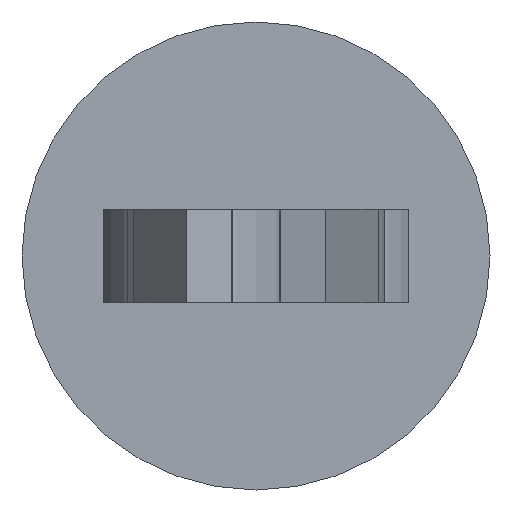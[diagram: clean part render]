
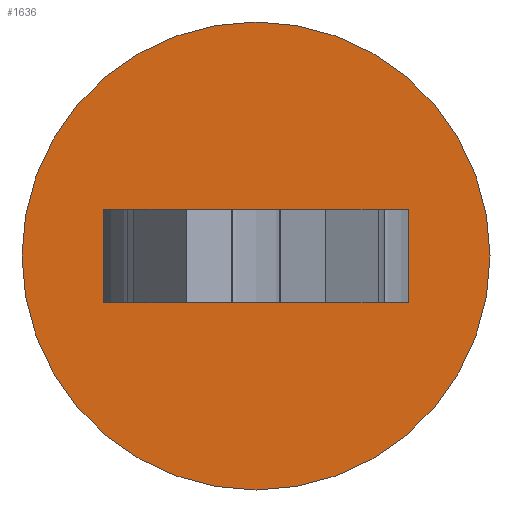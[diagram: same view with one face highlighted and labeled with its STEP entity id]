
A CAD part, front view. The second image highlights one B-rep face of the part: STEP entity #1636.
In plain terms, the highlighted planar face has unit normal (0, -1, 0).
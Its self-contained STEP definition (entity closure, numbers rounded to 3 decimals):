
#57=CIRCLE('',#1726,1.27);
#58=CIRCLE('',#1728,1.27);
#144=ORIENTED_EDGE('',*,*,#470,.T.);
#145=ORIENTED_EDGE('',*,*,#451,.T.);
#146=ORIENTED_EDGE('',*,*,#476,.T.);
#147=ORIENTED_EDGE('',*,*,#449,.T.);
#148=ORIENTED_EDGE('',*,*,#477,.F.);
#149=ORIENTED_EDGE('',*,*,#467,.T.);
#150=ORIENTED_EDGE('',*,*,#462,.T.);
#151=ORIENTED_EDGE('',*,*,#459,.T.);
#152=ORIENTED_EDGE('',*,*,#478,.F.);
#153=ORIENTED_EDGE('',*,*,#433,.T.);
#154=ORIENTED_EDGE('',*,*,#479,.T.);
#155=ORIENTED_EDGE('',*,*,#443,.T.);
#156=ORIENTED_EDGE('',*,*,#475,.F.);
#157=ORIENTED_EDGE('',*,*,#480,.F.);
#433=EDGE_CURVE('',#602,#600,#693,.T.);
#443=EDGE_CURVE('',#606,#611,#699,.T.);
#449=EDGE_CURVE('',#612,#617,#703,.T.);
#451=EDGE_CURVE('',#620,#618,#705,.T.);
#459=EDGE_CURVE('',#628,#627,#709,.T.);
#462=EDGE_CURVE('',#630,#628,#712,.T.);
#467=EDGE_CURVE('',#634,#630,#716,.T.);
#470=EDGE_CURVE('',#611,#620,#718,.T.);
#475=EDGE_CURVE('',#639,#637,#57,.T.);
#476=EDGE_CURVE('',#618,#612,#722,.T.);
#477=EDGE_CURVE('',#634,#617,#723,.T.);
#478=EDGE_CURVE('',#602,#627,#724,.T.);
#479=EDGE_CURVE('',#600,#606,#725,.T.);
#480=EDGE_CURVE('',#637,#639,#58,.T.);
#600=VERTEX_POINT('',#2197);
#602=VERTEX_POINT('',#2200);
#606=VERTEX_POINT('',#2210);
#611=VERTEX_POINT('',#2219);
#612=VERTEX_POINT('',#2223);
#617=VERTEX_POINT('',#2232);
#618=VERTEX_POINT('',#2236);
#620=VERTEX_POINT('',#2239);
#627=VERTEX_POINT('',#2254);
#628=VERTEX_POINT('',#2256);
#630=VERTEX_POINT('',#2262);
#634=VERTEX_POINT('',#2272);
#637=VERTEX_POINT('',#2282);
#639=VERTEX_POINT('',#2286);
#693=LINE('',#2199,#809);
#699=LINE('',#2220,#815);
#703=LINE('',#2233,#819);
#705=LINE('',#2238,#821);
#709=LINE('',#2255,#825);
#712=LINE('',#2261,#828);
#716=LINE('',#2271,#832);
#718=LINE('',#2277,#834);
#722=LINE('',#2289,#838);
#723=LINE('',#2290,#839);
#724=LINE('',#2291,#840);
#725=LINE('',#2292,#841);
#809=VECTOR('',#1833,1000.);
#815=VECTOR('',#1849,1000.);
#819=VECTOR('',#1859,1000.);
#821=VECTOR('',#1863,1000.);
#825=VECTOR('',#1877,1000.);
#828=VECTOR('',#1882,1000.);
#832=VECTOR('',#1890,1000.);
#834=VECTOR('',#1896,1000.);
#838=VECTOR('',#1908,1000.);
#839=VECTOR('',#1909,1000.);
#840=VECTOR('',#1910,1000.);
#841=VECTOR('',#1911,1000.);
#933=EDGE_LOOP('',(#144,#145,#146,#147,#148,#149,#150,#151,#152,#153,#154,
#155));
#934=EDGE_LOOP('',(#156,#157));
#1007=FACE_BOUND('',#933,.T.);
#1008=FACE_BOUND('',#934,.T.);
#1080=PLANE('',#1727);
#1636=ADVANCED_FACE('',(#1007,#1008),#1080,.F.);
#1726=AXIS2_PLACEMENT_3D('',#2287,#1904,#1905);
#1727=AXIS2_PLACEMENT_3D('',#2288,#1906,#1907);
#1728=AXIS2_PLACEMENT_3D('',#2293,#1912,#1913);
#1833=DIRECTION('',(1.,0.,0.));
#1849=DIRECTION('',(1.,0.,0.));
#1859=DIRECTION('',(-1.,0.,0.));
#1863=DIRECTION('',(-1.,0.,0.));
#1877=DIRECTION('',(1.,0.,0.));
#1882=DIRECTION('',(0.,0.,1.));
#1890=DIRECTION('',(-1.,0.,0.));
#1896=DIRECTION('',(0.,0.,-1.));
#1904=DIRECTION('',(0.,1.,0.));
#1905=DIRECTION('',(0.,0.,1.));
#1906=DIRECTION('',(0.,1.,0.));
#1907=DIRECTION('',(0.,0.,1.));
#1908=DIRECTION('',(-1.,0.,0.));
#1909=DIRECTION('',(1.,0.,0.));
#1910=DIRECTION('',(-1.,0.,0.));
#1911=DIRECTION('',(1.,0.,0.));
#1912=DIRECTION('',(0.,1.,0.));
#1913=DIRECTION('',(0.,0.,1.));
#2197=CARTESIAN_POINT('',(0.127,0.,0.254));
#2199=CARTESIAN_POINT('',(-0.826,0.,0.254));
#2200=CARTESIAN_POINT('',(-0.127,0.,0.254));
#2210=CARTESIAN_POINT('',(0.381,0.,0.254));
#2219=CARTESIAN_POINT('',(0.826,0.,0.254));
#2220=CARTESIAN_POINT('',(-0.826,0.,0.254));
#2223=CARTESIAN_POINT('',(0.127,0.,-0.254));
#2232=CARTESIAN_POINT('',(-0.127,0.,-0.254));
#2233=CARTESIAN_POINT('',(-0.826,0.,-0.254));
#2236=CARTESIAN_POINT('',(0.381,0.,-0.254));
#2238=CARTESIAN_POINT('',(-0.826,0.,-0.254));
#2239=CARTESIAN_POINT('',(0.826,0.,-0.254));
#2254=CARTESIAN_POINT('',(-0.381,0.,0.254));
#2255=CARTESIAN_POINT('',(-0.826,0.,0.254));
#2256=CARTESIAN_POINT('',(-0.826,0.,0.254));
#2261=CARTESIAN_POINT('',(-0.826,0.,0.254));
#2262=CARTESIAN_POINT('',(-0.826,0.,-0.254));
#2271=CARTESIAN_POINT('',(-0.826,0.,-0.254));
#2272=CARTESIAN_POINT('',(-0.381,0.,-0.254));
#2277=CARTESIAN_POINT('',(0.826,0.,0.254));
#2282=CARTESIAN_POINT('',(0.,0.,1.27));
#2286=CARTESIAN_POINT('',(0.,0.,-1.27));
#2287=CARTESIAN_POINT('',(0.,0.,0.));
#2288=CARTESIAN_POINT('',(0.,0.,0.));
#2289=CARTESIAN_POINT('',(0.127,0.,-0.254));
#2290=CARTESIAN_POINT('',(-0.127,0.,-0.254));
#2291=CARTESIAN_POINT('',(-0.127,0.,0.254));
#2292=CARTESIAN_POINT('',(0.127,0.,0.254));
#2293=CARTESIAN_POINT('',(0.,0.,0.));
